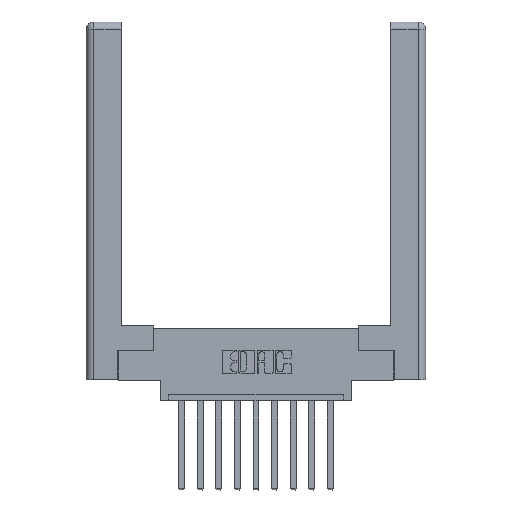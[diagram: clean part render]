
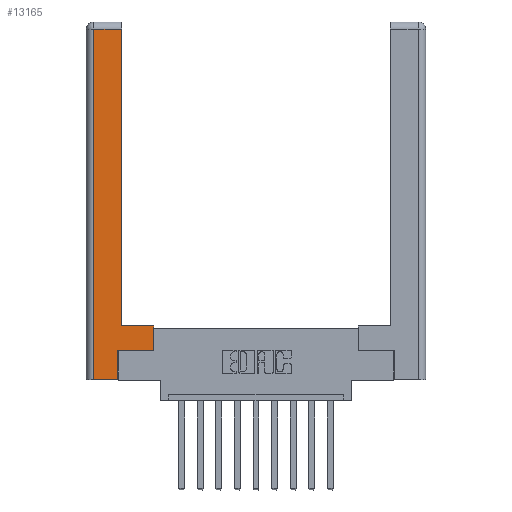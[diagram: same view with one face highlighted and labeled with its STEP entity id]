
A CAD part, top view. The second image highlights one B-rep face of the part: STEP entity #13165.
In plain terms, the highlighted planar face has unit normal (0, 0, 1).
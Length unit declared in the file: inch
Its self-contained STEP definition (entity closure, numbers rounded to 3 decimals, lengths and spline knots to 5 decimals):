
#37 = CARTESIAN_POINT ( 'NONE',  ( 0.295, 0.45, 0. ) ) ;
#137 = CARTESIAN_POINT ( 'NONE',  ( 0.0615, 0., 0. ) ) ;
#202 = EDGE_CURVE ( 'NONE', #486, #3131, #5859, .T. ) ;
#261 = EDGE_CURVE ( 'NONE', #6246, #12955, #11448, .T. ) ;
#486 = VERTEX_POINT ( 'NONE', #6726 ) ;
#548 = ORIENTED_EDGE ( 'NONE', *, *, #12951, .T. ) ;
#670 = LINE ( 'NONE', #3296, #11153 ) ;
#709 = AXIS2_PLACEMENT_3D ( 'NONE', #1863, #9233, #3009 ) ;
#1408 = VECTOR ( 'NONE', #2540, 39.37008 ) ;
#1479 = VERTEX_POINT ( 'NONE', #6414 ) ;
#1490 = CARTESIAN_POINT ( 'NONE',  ( 0.0615, 2.94, 0. ) ) ;
#1574 = CARTESIAN_POINT ( 'NONE',  ( 0.265, 0.245, 0. ) ) ;
#1599 = ORIENTED_EDGE ( 'NONE', *, *, #261, .T. ) ;
#1725 = VECTOR ( 'NONE', #12477, 39.37008 ) ;
#1739 = VECTOR ( 'NONE', #7977, 39.37008 ) ;
#1855 = ORIENTED_EDGE ( 'NONE', *, *, #6927, .T. ) ;
#1863 = CARTESIAN_POINT ( 'NONE',  ( 0., 0., 0. ) ) ;
#2540 = DIRECTION ( 'NONE',  ( -1., 0., 0. ) ) ;
#3009 = DIRECTION ( 'NONE',  ( -1., 0., 0. ) ) ;
#3120 = VECTOR ( 'NONE', #12079, 39.37008 ) ;
#3131 = VERTEX_POINT ( 'NONE', #137 ) ;
#3274 = VECTOR ( 'NONE', #8386, 39.37008 ) ;
#3296 = CARTESIAN_POINT ( 'NONE',  ( 0.265, 0., 0. ) ) ;
#3427 = CARTESIAN_POINT ( 'NONE',  ( 0.295, 2.94, 0. ) ) ;
#4073 = CARTESIAN_POINT ( 'NONE',  ( 0.295, 3., 0. ) ) ;
#4758 = LINE ( 'NONE', #37, #3274 ) ;
#4766 = EDGE_CURVE ( 'NONE', #1479, #11650, #6710, .T. ) ;
#5271 = ORIENTED_EDGE ( 'NONE', *, *, #202, .T. ) ;
#5781 = CARTESIAN_POINT ( 'NONE',  ( 0.265, 0., 0. ) ) ;
#5859 = LINE ( 'NONE', #11239, #1739 ) ;
#6246 = VERTEX_POINT ( 'NONE', #9520 ) ;
#6414 = CARTESIAN_POINT ( 'NONE',  ( 0.565, 0.245, 0. ) ) ;
#6710 = LINE ( 'NONE', #6874, #3120 ) ;
#6726 = CARTESIAN_POINT ( 'NONE',  ( 0.0615, 2.94, 0. ) ) ;
#6874 = CARTESIAN_POINT ( 'NONE',  ( 0.565, 0.45, 0. ) ) ;
#6927 = EDGE_CURVE ( 'NONE', #12955, #486, #10086, .T. ) ;
#7044 = ORIENTED_EDGE ( 'NONE', *, *, #10429, .T. ) ;
#7444 = VECTOR ( 'NONE', #12151, 39.37008 ) ;
#7802 = VECTOR ( 'NONE', #9439, 39.37008 ) ;
#7977 = DIRECTION ( 'NONE',  ( 0., -1., 0. ) ) ;
#8077 = EDGE_CURVE ( 'NONE', #8485, #11158, #10212, .T. ) ;
#8386 = DIRECTION ( 'NONE',  ( -1., 0., 0. ) ) ;
#8485 = VERTEX_POINT ( 'NONE', #5781 ) ;
#8540 = FACE_OUTER_BOUND ( 'NONE', #13446, .T. ) ;
#8958 = ORIENTED_EDGE ( 'NONE', *, *, #4766, .T. ) ;
#9052 = CARTESIAN_POINT ( 'NONE',  ( 0.565, 0.45, 0. ) ) ;
#9100 = LINE ( 'NONE', #10443, #7802 ) ;
#9233 = DIRECTION ( 'NONE',  ( 0., 0., -1. ) ) ;
#9439 = DIRECTION ( 'NONE',  ( 1., 0., 0. ) ) ;
#9520 = CARTESIAN_POINT ( 'NONE',  ( 0.295, 0.45, 0. ) ) ;
#10086 = LINE ( 'NONE', #1490, #1408 ) ;
#10212 = LINE ( 'NONE', #1574, #7444 ) ;
#10332 = PLANE ( 'NONE',  #709 ) ;
#10429 = EDGE_CURVE ( 'NONE', #11650, #6246, #4758, .T. ) ;
#10443 = CARTESIAN_POINT ( 'NONE',  ( 0.565, 0.245, 0. ) ) ;
#10572 = EDGE_CURVE ( 'NONE', #3131, #8485, #670, .T. ) ;
#10573 = DIRECTION ( 'NONE',  ( 1., 0., 0. ) ) ;
#10700 = ORIENTED_EDGE ( 'NONE', *, *, #8077, .T. ) ;
#11153 = VECTOR ( 'NONE', #10573, 39.37008 ) ;
#11158 = VERTEX_POINT ( 'NONE', #12360 ) ;
#11239 = CARTESIAN_POINT ( 'NONE',  ( 0.0615, 0., 0. ) ) ;
#11448 = LINE ( 'NONE', #4073, #1725 ) ;
#11650 = VERTEX_POINT ( 'NONE', #9052 ) ;
#12079 = DIRECTION ( 'NONE',  ( 0., 1., 0. ) ) ;
#12151 = DIRECTION ( 'NONE',  ( 0., 1., 0. ) ) ;
#12360 = CARTESIAN_POINT ( 'NONE',  ( 0.265, 0.245, 0. ) ) ;
#12477 = DIRECTION ( 'NONE',  ( 0., 1., 0. ) ) ;
#12533 = ORIENTED_EDGE ( 'NONE', *, *, #10572, .T. ) ;
#12951 = EDGE_CURVE ( 'NONE', #11158, #1479, #9100, .T. ) ;
#12955 = VERTEX_POINT ( 'NONE', #3427 ) ;
#13165 = ADVANCED_FACE ( 'NONE', ( #8540 ), #10332, .F. ) ;
#13446 = EDGE_LOOP ( 'NONE', ( #1599, #1855, #5271, #12533, #10700, #548, #8958, #7044 ) ) ;
